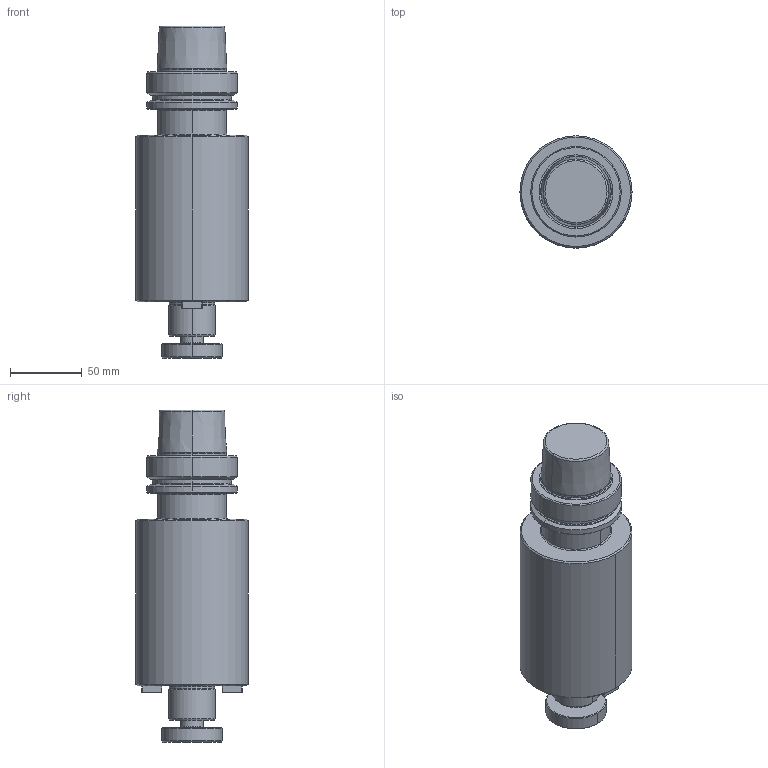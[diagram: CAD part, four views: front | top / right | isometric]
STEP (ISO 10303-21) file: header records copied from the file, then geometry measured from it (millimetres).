
FILE_DESCRIPTION (( 'STEP AP203' ), '1' );
FILE_NAME ('HSK-A 63 FMH32 160 6.3G 20000 SL SP.S.STEP', '2019-05-13T11:45:32', ( '' ), ( '' ), 'SwSTEP 2.0', 'SolidWorks 2014', '' );
FILE_SCHEMA (( 'CONFIG_CONTROL_DESIGN' ));
Length unit declared in the file: millimetre
Products named in the file (1): HSK-A 63 FMH32 160 6.3G 20000 SL SP.S
Bounding box: 78 x 78 x 230.94 mm (x, y, z)
Volume: 755256.4 mm3; surface area: 63821.1 mm2
Topology: 2 solids, 2 shells, 101 faces, 234 edges, 146 vertices
Faces by surface type: plane 37, cone 28, cylinder 20, bspline 8, torus 8
Entity records: 3485 total; most frequent: CARTESIAN_POINT 1060, DIRECTION 524, ORIENTED_EDGE 468, EDGE_CURVE 234, AXIS2_PLACEMENT_3D 202, VERTEX_POINT 146, LINE 120, VECTOR 120
